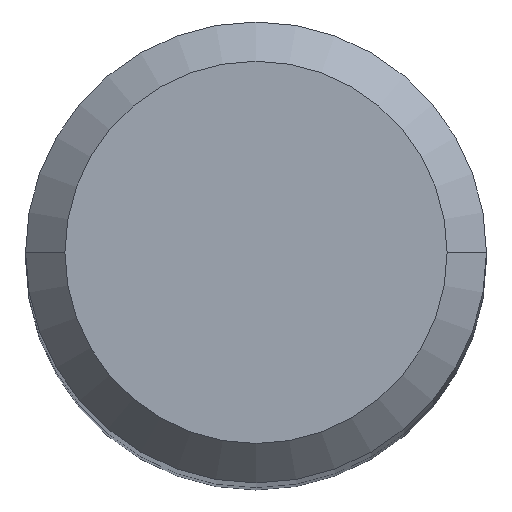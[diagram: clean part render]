
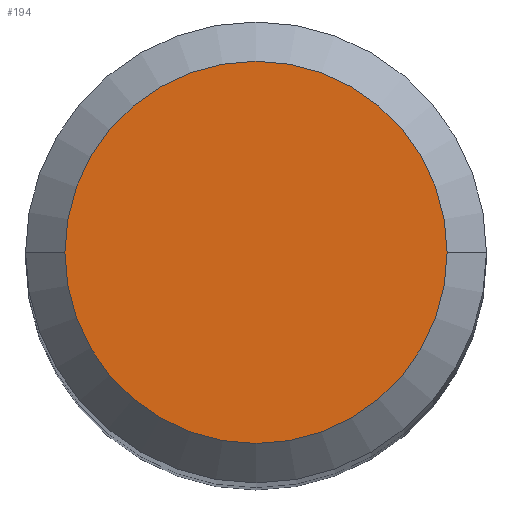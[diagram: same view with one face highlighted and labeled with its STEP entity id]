
A CAD part, top view. The second image highlights one B-rep face of the part: STEP entity #194.
In plain terms, the highlighted planar face has unit normal (0, 0, 1).
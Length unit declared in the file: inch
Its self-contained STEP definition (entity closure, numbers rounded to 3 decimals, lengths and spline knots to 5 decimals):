
#26 = CARTESIAN_POINT ( 'NONE',  ( 0., 0., 0. ) ) ;
#49 = CARTESIAN_POINT ( 'NONE',  ( 0., 0., 0. ) ) ;
#61 = DIRECTION ( 'NONE',  ( 0., 0., 1. ) ) ;
#63 = CARTESIAN_POINT ( 'NONE',  ( 0., 0., 0. ) ) ;
#84 = EDGE_CURVE ( 'NONE', #367, #149, #310, .T. ) ;
#112 = DIRECTION ( 'NONE',  ( -1., 0., 0. ) ) ;
#149 = VERTEX_POINT ( 'NONE', #383 ) ;
#175 = DIRECTION ( 'NONE',  ( 1., 0., 0. ) ) ;
#178 = PLANE ( 'NONE',  #191 ) ;
#191 = AXIS2_PLACEMENT_3D ( 'NONE', #26, #228, #112 ) ;
#194 = ADVANCED_FACE ( 'NONE', ( #353 ), #178, .F. ) ;
#197 = EDGE_LOOP ( 'NONE', ( #307, #271 ) ) ;
#225 = AXIS2_PLACEMENT_3D ( 'NONE', #49, #61, #175 ) ;
#228 = DIRECTION ( 'NONE',  ( 0., 0., -1. ) ) ;
#232 = CARTESIAN_POINT ( 'NONE',  ( -0.1518, 0., 0. ) ) ;
#243 = DIRECTION ( 'NONE',  ( 1., 0., 0. ) ) ;
#271 = ORIENTED_EDGE ( 'NONE', *, *, #277, .T. ) ;
#277 = EDGE_CURVE ( 'NONE', #149, #367, #312, .T. ) ;
#307 = ORIENTED_EDGE ( 'NONE', *, *, #84, .T. ) ;
#310 = CIRCLE ( 'NONE', #225, 0.1518 ) ;
#312 = CIRCLE ( 'NONE', #331, 0.1518 ) ;
#330 = DIRECTION ( 'NONE',  ( 0., 0., 1. ) ) ;
#331 = AXIS2_PLACEMENT_3D ( 'NONE', #63, #330, #243 ) ;
#353 = FACE_OUTER_BOUND ( 'NONE', #197, .T. ) ;
#367 = VERTEX_POINT ( 'NONE', #232 ) ;
#383 = CARTESIAN_POINT ( 'NONE',  ( 0.1518, 0., 0. ) ) ;
